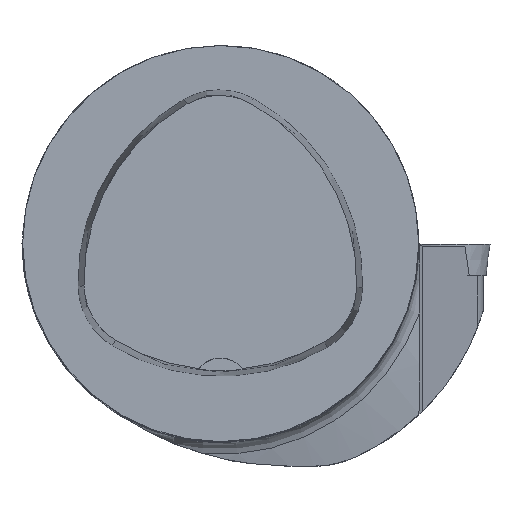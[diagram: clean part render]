
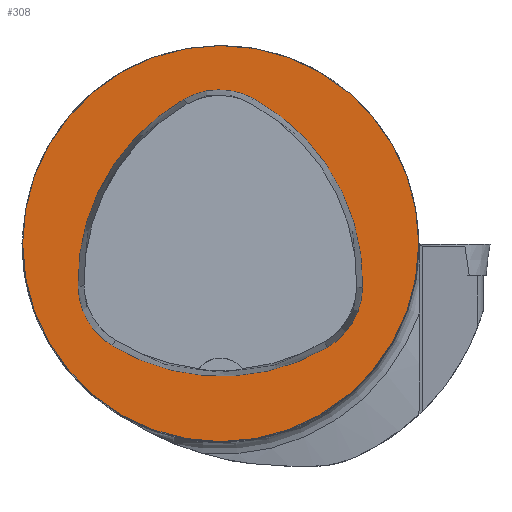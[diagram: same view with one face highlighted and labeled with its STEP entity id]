
A CAD part, top view. The second image highlights one B-rep face of the part: STEP entity #308.
In plain terms, the highlighted planar face has unit normal (0, 0, 1).
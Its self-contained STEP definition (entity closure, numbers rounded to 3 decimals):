
#308=ADVANCED_FACE('',(#381,#382),#345,.T.);
#345=PLANE('',#1058);
#381=FACE_BOUND('',#426,.T.);
#382=FACE_BOUND('',#427,.T.);
#426=EDGE_LOOP('',(#597,#598,#599,#600,#601,#602));
#427=EDGE_LOOP('',(#603));
#597=ORIENTED_EDGE('',*,*,#867,.T.);
#598=ORIENTED_EDGE('',*,*,#847,.T.);
#599=ORIENTED_EDGE('',*,*,#851,.T.);
#600=ORIENTED_EDGE('',*,*,#854,.T.);
#601=ORIENTED_EDGE('',*,*,#857,.T.);
#602=ORIENTED_EDGE('',*,*,#865,.T.);
#603=ORIENTED_EDGE('',*,*,#838,.F.);
#745=VERTEX_POINT('',#1625);
#754=VERTEX_POINT('',#1644);
#755=VERTEX_POINT('',#1645);
#758=VERTEX_POINT('',#1653);
#760=VERTEX_POINT('',#1659);
#762=VERTEX_POINT('',#1665);
#769=VERTEX_POINT('',#1686);
#838=EDGE_CURVE('',#745,#745,#917,.T.);
#847=EDGE_CURVE('',#754,#755,#918,.T.);
#851=EDGE_CURVE('',#755,#758,#920,.T.);
#854=EDGE_CURVE('',#758,#760,#922,.T.);
#857=EDGE_CURVE('',#760,#762,#924,.T.);
#865=EDGE_CURVE('',#762,#769,#928,.T.);
#867=EDGE_CURVE('',#769,#754,#930,.T.);
#917=CIRCLE('',#1030,50.);
#918=CIRCLE('',#1036,53.);
#920=CIRCLE('',#1039,18.);
#922=CIRCLE('',#1042,53.);
#924=CIRCLE('',#1045,18.);
#928=CIRCLE('',#1050,53.);
#930=CIRCLE('',#1053,18.);
#1030=AXIS2_PLACEMENT_3D('',#1624,#1210,#1211);
#1036=AXIS2_PLACEMENT_3D('',#1643,#1226,#1227);
#1039=AXIS2_PLACEMENT_3D('',#1652,#1234,#1235);
#1042=AXIS2_PLACEMENT_3D('',#1658,#1241,#1242);
#1045=AXIS2_PLACEMENT_3D('',#1664,#1248,#1249);
#1050=AXIS2_PLACEMENT_3D('',#1687,#1260,#1261);
#1053=AXIS2_PLACEMENT_3D('',#1690,#1266,#1267);
#1058=AXIS2_PLACEMENT_3D('',#1695,#1276,#1277);
#1210=DIRECTION('',(0.,0.,-1.));
#1211=DIRECTION('',(-1.,0.,0.));
#1226=DIRECTION('',(0.,0.,-1.));
#1227=DIRECTION('',(-1.,0.,0.));
#1234=DIRECTION('',(0.,0.,-1.));
#1235=DIRECTION('',(-1.,0.,0.));
#1241=DIRECTION('',(0.,0.,-1.));
#1242=DIRECTION('',(-1.,0.,0.));
#1248=DIRECTION('',(0.,0.,-1.));
#1249=DIRECTION('',(-1.,0.,0.));
#1260=DIRECTION('',(0.,0.,-1.));
#1261=DIRECTION('',(-1.,0.,0.));
#1266=DIRECTION('',(0.,0.,-1.));
#1267=DIRECTION('',(-1.,0.,0.));
#1276=DIRECTION('',(0.,0.,1.));
#1277=DIRECTION('',(1.,0.,0.));
#1624=CARTESIAN_POINT('',(0.,0.,0.));
#1625=CARTESIAN_POINT('',(-50.,0.,0.));
#1643=CARTESIAN_POINT('',(16.978,-9.621,0.));
#1644=CARTESIAN_POINT('',(-36.009,-10.801,0.));
#1645=CARTESIAN_POINT('',(-9.238,36.441,0.));
#1652=CARTESIAN_POINT('',(-0.334,20.797,0.));
#1653=CARTESIAN_POINT('',(8.312,36.585,0.));
#1658=CARTESIAN_POINT('',(-17.147,-9.9,0.));
#1659=CARTESIAN_POINT('',(35.839,-11.094,0.));
#1664=CARTESIAN_POINT('',(17.844,-10.688,0.));
#1665=CARTESIAN_POINT('',(26.94,-26.221,0.));
#1686=CARTESIAN_POINT('',(-27.358,-25.784,0.));
#1687=CARTESIAN_POINT('',(0.157,19.514,0.));
#1690=CARTESIAN_POINT('',(-18.013,-10.4,0.));
#1695=CARTESIAN_POINT('',(0.,0.,0.));
